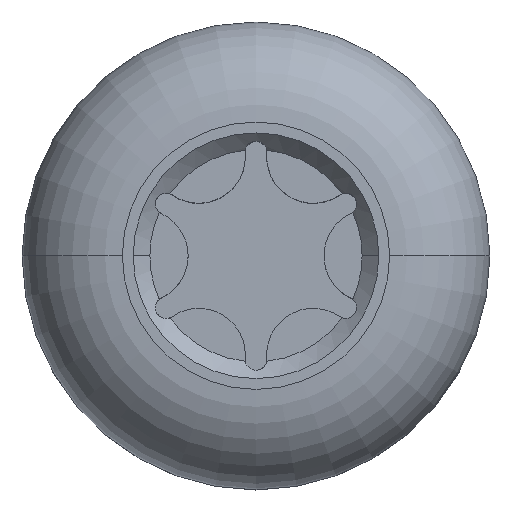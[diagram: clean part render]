
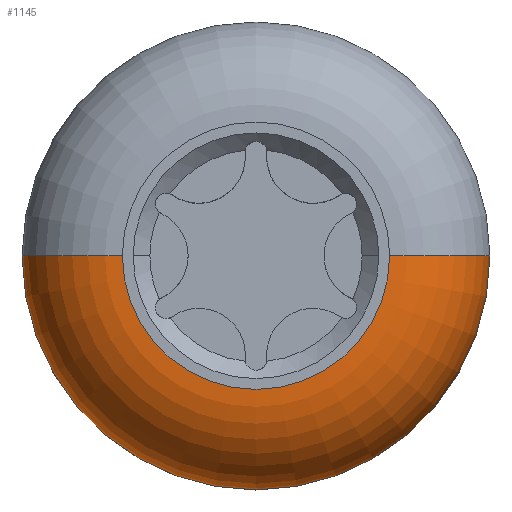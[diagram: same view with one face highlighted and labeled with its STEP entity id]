
A CAD part, top view. The second image highlights one B-rep face of the part: STEP entity #1145.
In plain terms, the highlighted toroidal (fillet/blend) face has major radius 1.6 mm and minor radius 1.2 mm.
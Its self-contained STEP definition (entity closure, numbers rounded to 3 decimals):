
#53 = ORIENTED_EDGE ( 'NONE', *, *, #733, .F. ) ;
#60 = VERTEX_POINT ( 'NONE', #1220 ) ;
#69 = DIRECTION ( 'NONE',  ( 1., 0., 0. ) ) ;
#76 = AXIS2_PLACEMENT_3D ( 'NONE', #302, #1165, #158 ) ;
#99 = DIRECTION ( 'NONE',  ( 0., 1., 0. ) ) ;
#125 = DIRECTION ( 'NONE',  ( 0., 0., 1. ) ) ;
#135 = DIRECTION ( 'NONE',  ( 1., 0., 0. ) ) ;
#158 = DIRECTION ( 'NONE',  ( 0., 0., -1. ) ) ;
#200 = TOROIDAL_SURFACE ( 'NONE', #381, 1.6, 1.2 ) ;
#260 = CARTESIAN_POINT ( 'NONE',  ( 0., 0., -1.2 ) ) ;
#281 = ORIENTED_EDGE ( 'NONE', *, *, #555, .T. ) ;
#297 = AXIS2_PLACEMENT_3D ( 'NONE', #332, #99, #1328 ) ;
#302 = CARTESIAN_POINT ( 'NONE',  ( 1.6, 0., -1.2 ) ) ;
#323 = EDGE_LOOP ( 'NONE', ( #53, #1280, #281, #356 ) ) ;
#332 = CARTESIAN_POINT ( 'NONE',  ( -1.6, 0., -1.2 ) ) ;
#356 = ORIENTED_EDGE ( 'NONE', *, *, #379, .F. ) ;
#363 = AXIS2_PLACEMENT_3D ( 'NONE', #1385, #623, #947 ) ;
#379 = EDGE_CURVE ( 'NONE', #1052, #60, #792, .T. ) ;
#381 = AXIS2_PLACEMENT_3D ( 'NONE', #260, #125, #135 ) ;
#555 = EDGE_CURVE ( 'NONE', #1303, #60, #1049, .T. ) ;
#574 = FACE_OUTER_BOUND ( 'NONE', #323, .T. ) ;
#620 = AXIS2_PLACEMENT_3D ( 'NONE', #751, #773, #69 ) ;
#623 = DIRECTION ( 'NONE',  ( 0., 0., 1. ) ) ;
#733 = EDGE_CURVE ( 'NONE', #766, #1052, #1042, .T. ) ;
#751 = CARTESIAN_POINT ( 'NONE',  ( 0., 0., 0. ) ) ;
#766 = VERTEX_POINT ( 'NONE', #1454 ) ;
#773 = DIRECTION ( 'NONE',  ( 0., 0., 1. ) ) ;
#792 = CIRCLE ( 'NONE', #620, 1.6 ) ;
#947 = DIRECTION ( 'NONE',  ( 1., 0., 0. ) ) ;
#994 = CIRCLE ( 'NONE', #363, 2.8 ) ;
#1042 = CIRCLE ( 'NONE', #297, 1.2 ) ;
#1049 = CIRCLE ( 'NONE', #76, 1.2 ) ;
#1052 = VERTEX_POINT ( 'NONE', #1107 ) ;
#1104 = CARTESIAN_POINT ( 'NONE',  ( 2.8, 0., -1.2 ) ) ;
#1107 = CARTESIAN_POINT ( 'NONE',  ( -1.6, 0., 0. ) ) ;
#1145 = ADVANCED_FACE ( 'NONE', ( #574 ), #200, .T. ) ;
#1165 = DIRECTION ( 'NONE',  ( 0., -1., 0. ) ) ;
#1220 = CARTESIAN_POINT ( 'NONE',  ( 1.6, 0., 0. ) ) ;
#1241 = EDGE_CURVE ( 'NONE', #766, #1303, #994, .T. ) ;
#1280 = ORIENTED_EDGE ( 'NONE', *, *, #1241, .T. ) ;
#1303 = VERTEX_POINT ( 'NONE', #1104 ) ;
#1328 = DIRECTION ( 'NONE',  ( -1., 0., 0. ) ) ;
#1385 = CARTESIAN_POINT ( 'NONE',  ( 0., 0., -1.2 ) ) ;
#1454 = CARTESIAN_POINT ( 'NONE',  ( -2.8, 0., -1.2 ) ) ;
